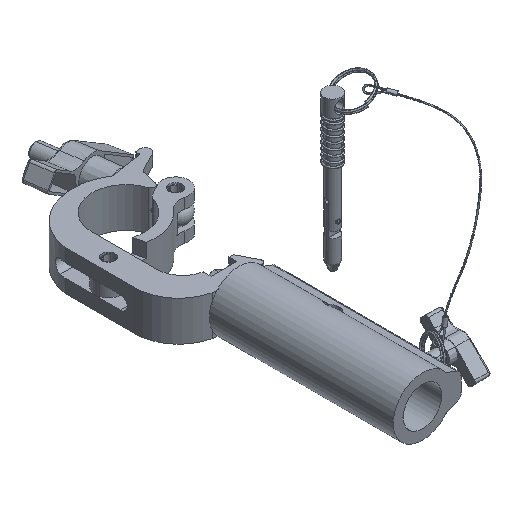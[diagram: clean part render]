
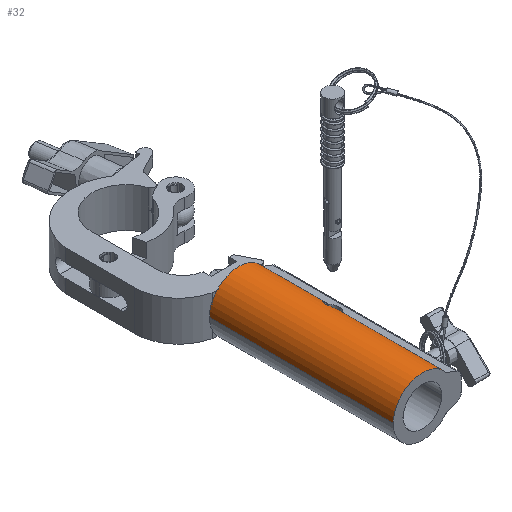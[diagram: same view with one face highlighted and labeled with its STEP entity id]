
A CAD part, isometric view. The second image highlights one B-rep face of the part: STEP entity #32.
In plain terms, the highlighted cylindrical face has radius 22 mm (diameter 44 mm), a partial arc.
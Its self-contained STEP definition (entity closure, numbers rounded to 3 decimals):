
#32 = ADVANCED_FACE ( 'NONE', ( #19617 ), #4981, .T. ) ;
#192 = DIRECTION ( 'NONE',  ( 0., 0., -1. ) ) ;
#592 = CARTESIAN_POINT ( 'NONE',  ( -15.886, 9.923, 15.226 ) ) ;
#831 = CARTESIAN_POINT ( 'NONE',  ( -18.502, 12.643, 11.904 ) ) ;
#956 = CARTESIAN_POINT ( 'NONE',  ( -14.283, 9.723, 16.757 ) ) ;
#1374 = CARTESIAN_POINT ( 'NONE',  ( -18.837, 15.452, 11.365 ) ) ;
#1502 = CARTESIAN_POINT ( 'NONE',  ( -18.708, 16.543, 11.577 ) ) ;
#1615 = EDGE_CURVE ( 'NONE', #32614, #3397, #12803, .T. ) ;
#1851 = CARTESIAN_POINT ( 'NONE',  ( 0., 69., -22. ) ) ;
#2128 = CARTESIAN_POINT ( 'NONE',  ( -18.034, 18.409, 12.602 ) ) ;
#2171 = VERTEX_POINT ( 'NONE', #28918 ) ;
#3374 = CARTESIAN_POINT ( 'NONE',  ( -17.394, 10.779, 13.472 ) ) ;
#3384 = VECTOR ( 'NONE', #20726, 1000. ) ;
#3397 = VERTEX_POINT ( 'NONE', #7994 ) ;
#3568 = AXIS2_PLACEMENT_3D ( 'NONE', #36222, #15835, #21424 ) ;
#3613 = CARTESIAN_POINT ( 'NONE',  ( -14.949, 9.729, 16.165 ) ) ;
#3739 = CARTESIAN_POINT ( 'NONE',  ( -18.123, 11.748, 12.473 ) ) ;
#4291 = CARTESIAN_POINT ( 'NONE',  ( -18.803, 15.895, 11.422 ) ) ;
#4332 = VERTEX_POINT ( 'NONE', #25603 ) ;
#4811 = EDGE_CURVE ( 'NONE', #2171, #4332, #35003, .T. ) ;
#4929 = CARTESIAN_POINT ( 'NONE',  ( -14.96, 20.27, 16.155 ) ) ;
#4981 = CYLINDRICAL_SURFACE ( 'NONE', #19675, 22. ) ;
#5318 = CARTESIAN_POINT ( 'NONE',  ( -17.029, 19.539, 13.935 ) ) ;
#5852 = CARTESIAN_POINT ( 'NONE',  ( -13.575, 69., 17.312 ) ) ;
#6250 = CARTESIAN_POINT ( 'NONE',  ( 0., 69., 0. ) ) ;
#6659 = CARTESIAN_POINT ( 'NONE',  ( -16.191, 10.02, 14.901 ) ) ;
#7225 = LINE ( 'NONE', #5852, #34545 ) ;
#7254 = EDGE_CURVE ( 'NONE', #27590, #35323, #21130, .T. ) ;
#7493 = B_SPLINE_CURVE_WITH_KNOTS ( 'NONE', 3,
 ( #27138, #956, #3613, #592, #6659, #15464, #32457, #3374, #27007, #35268, #9335, #35732, #3739, #23736, #12041, #831, #12394, #23855, #20956, #35492, #32331, #18401 ),
 .UNSPECIFIED., .F., .F.,
 ( 4, 2, 2, 2, 2, 2, 2, 2, 2, 2, 4 ),
 ( 0., 0.003, 0.004, 0.005, 0.006, 0.007, 0.007, 0.008, 0.009, 0.009, 0.011 ),
 .UNSPECIFIED. ) ;
#7509 = ORIENTED_EDGE ( 'NONE', *, *, #18581, .T. ) ;
#7684 = CARTESIAN_POINT ( 'NONE',  ( -16.192, 19.979, 14.9 ) ) ;
#7994 = CARTESIAN_POINT ( 'NONE',  ( -13.575, 69., 17.312 ) ) ;
#8235 = EDGE_CURVE ( 'NONE', #32614, #27590, #25155, .T. ) ;
#9164 = CARTESIAN_POINT ( 'NONE',  ( 0., -69., 0. ) ) ;
#9335 = CARTESIAN_POINT ( 'NONE',  ( -17.838, 11.292, 12.878 ) ) ;
#9512 = DIRECTION ( 'NONE',  ( 0., 0., 1. ) ) ;
#10115 = CARTESIAN_POINT ( 'NONE',  ( -18.561, 17.161, 11.811 ) ) ;
#12041 = CARTESIAN_POINT ( 'NONE',  ( -18.367, 12.269, 12.111 ) ) ;
#12394 = CARTESIAN_POINT ( 'NONE',  ( -18.561, 12.837, 11.811 ) ) ;
#12464 = LINE ( 'NONE', #26408, #3384 ) ;
#12803 = CIRCLE ( 'NONE', #3568, 22. ) ;
#13075 = CARTESIAN_POINT ( 'NONE',  ( -18.367, 17.73, 12.111 ) ) ;
#13184 = EDGE_LOOP ( 'NONE', ( #30112, #22080, #26432, #29238, #7509, #16981, #29181 ) ) ;
#13329 = CARTESIAN_POINT ( 'NONE',  ( -18.777, 16.113, 11.465 ) ) ;
#13521 = VERTEX_POINT ( 'NONE', #23495 ) ;
#13836 = CARTESIAN_POINT ( 'NONE',  ( -13.575, 20.201, 17.312 ) ) ;
#15464 = CARTESIAN_POINT ( 'NONE',  ( -16.759, 10.288, 14.259 ) ) ;
#15835 = DIRECTION ( 'NONE',  ( 0., 1., 0. ) ) ;
#16288 = CARTESIAN_POINT ( 'NONE',  ( -18.664, 16.755, 11.647 ) ) ;
#16339 = CARTESIAN_POINT ( 'NONE',  ( 0., -69., -22. ) ) ;
#16981 = ORIENTED_EDGE ( 'NONE', *, *, #4811, .T. ) ;
#17853 = EDGE_CURVE ( 'NONE', #35323, #13521, #12464, .T. ) ;
#18401 = CARTESIAN_POINT ( 'NONE',  ( -18.846, 15., 11.35 ) ) ;
#18581 = EDGE_CURVE ( 'NONE', #13521, #2171, #7493, .T. ) ;
#18956 = CARTESIAN_POINT ( 'NONE',  ( -18.124, 18.25, 12.472 ) ) ;
#19338 = CARTESIAN_POINT ( 'NONE',  ( -15.894, 20.075, 15.218 ) ) ;
#19617 = FACE_OUTER_BOUND ( 'NONE', #13184, .T. ) ;
#19675 = AXIS2_PLACEMENT_3D ( 'NONE', #6250, #31916, #192 ) ;
#19694 = DIRECTION ( 'NONE',  ( 0., -1., 0. ) ) ;
#19713 = CARTESIAN_POINT ( 'NONE',  ( -17.742, 18.854, 13.012 ) ) ;
#20726 = DIRECTION ( 'NONE',  ( 0., 1., 0. ) ) ;
#20956 = CARTESIAN_POINT ( 'NONE',  ( -18.707, 13.453, 11.578 ) ) ;
#21130 = CIRCLE ( 'NONE', #33635, 22. ) ;
#21424 = DIRECTION ( 'NONE',  ( 0., 0., 1. ) ) ;
#22080 = ORIENTED_EDGE ( 'NONE', *, *, #8235, .T. ) ;
#23495 = CARTESIAN_POINT ( 'NONE',  ( -13.575, 9.799, 17.312 ) ) ;
#23736 = CARTESIAN_POINT ( 'NONE',  ( -18.291, 12.089, 12.226 ) ) ;
#23855 = CARTESIAN_POINT ( 'NONE',  ( -18.663, 13.242, 11.648 ) ) ;
#24509 = CARTESIAN_POINT ( 'NONE',  ( -18.846, 15., 11.35 ) ) ;
#25155 = LINE ( 'NONE', #1851, #35585 ) ;
#25603 = CARTESIAN_POINT ( 'NONE',  ( -13.575, 20.201, 17.312 ) ) ;
#26408 = CARTESIAN_POINT ( 'NONE',  ( -13.575, 69., 17.312 ) ) ;
#26432 = ORIENTED_EDGE ( 'NONE', *, *, #7254, .T. ) ;
#26949 = DIRECTION ( 'NONE',  ( 0., 1., 0. ) ) ;
#27007 = CARTESIAN_POINT ( 'NONE',  ( -17.512, 10.898, 13.318 ) ) ;
#27138 = CARTESIAN_POINT ( 'NONE',  ( -13.575, 9.799, 17.312 ) ) ;
#27562 = CARTESIAN_POINT ( 'NONE',  ( -18.846, 15.225, 11.35 ) ) ;
#27590 = VERTEX_POINT ( 'NONE', #16339 ) ;
#28326 = CARTESIAN_POINT ( 'NONE',  ( -16.763, 19.71, 14.255 ) ) ;
#28918 = CARTESIAN_POINT ( 'NONE',  ( -18.846, 15., 11.35 ) ) ;
#29181 = ORIENTED_EDGE ( 'NONE', *, *, #29206, .T. ) ;
#29206 = EDGE_CURVE ( 'NONE', #4332, #3397, #7225, .T. ) ;
#29238 = ORIENTED_EDGE ( 'NONE', *, *, #17853, .T. ) ;
#30112 = ORIENTED_EDGE ( 'NONE', *, *, #1615, .F. ) ;
#30461 = CARTESIAN_POINT ( 'NONE',  ( -18.502, 17.356, 11.904 ) ) ;
#30892 = CARTESIAN_POINT ( 'NONE',  ( 0., 69., -22. ) ) ;
#31228 = CARTESIAN_POINT ( 'NONE',  ( -17.518, 19.112, 13.315 ) ) ;
#31916 = DIRECTION ( 'NONE',  ( 0., -1., 0. ) ) ;
#32331 = CARTESIAN_POINT ( 'NONE',  ( -18.846, 14.547, 11.35 ) ) ;
#32457 = CARTESIAN_POINT ( 'NONE',  ( -17.025, 10.458, 13.94 ) ) ;
#32614 = VERTEX_POINT ( 'NONE', #30892 ) ;
#33374 = CARTESIAN_POINT ( 'NONE',  ( -18.291, 17.91, 12.226 ) ) ;
#33635 = AXIS2_PLACEMENT_3D ( 'NONE', #9164, #26949, #9512 ) ;
#34545 = VECTOR ( 'NONE', #35420, 1000. ) ;
#35003 = B_SPLINE_CURVE_WITH_KNOTS ( 'NONE', 3,
 ( #24509, #27562, #1374, #4291, #13329, #1502, #16288, #10115, #30461, #13075, #33374, #18956, #2128, #19713, #31228, #5318, #28326, #7684, #19338, #4929, #37166, #13836 ),
 .UNSPECIFIED., .F., .F.,
 ( 4, 2, 2, 2, 2, 2, 2, 2, 2, 2, 4 ),
 ( 0.011, 0.011, 0.012, 0.013, 0.013, 0.014, 0.015, 0.016, 0.017, 0.019, 0.021 ),
 .UNSPECIFIED. ) ;
#35268 = CARTESIAN_POINT ( 'NONE',  ( -17.734, 11.154, 13.021 ) ) ;
#35323 = VERTEX_POINT ( 'NONE', #37396 ) ;
#35420 = DIRECTION ( 'NONE',  ( 0., 1., 0. ) ) ;
#35492 = CARTESIAN_POINT ( 'NONE',  ( -18.812, 14.104, 11.408 ) ) ;
#35585 = VECTOR ( 'NONE', #19694, 1000. ) ;
#35732 = CARTESIAN_POINT ( 'NONE',  ( -18.032, 11.589, 12.604 ) ) ;
#36222 = CARTESIAN_POINT ( 'NONE',  ( 0., 69., 0. ) ) ;
#37166 = CARTESIAN_POINT ( 'NONE',  ( -14.282, 20.277, 16.758 ) ) ;
#37396 = CARTESIAN_POINT ( 'NONE',  ( -13.575, -69., 17.312 ) ) ;
